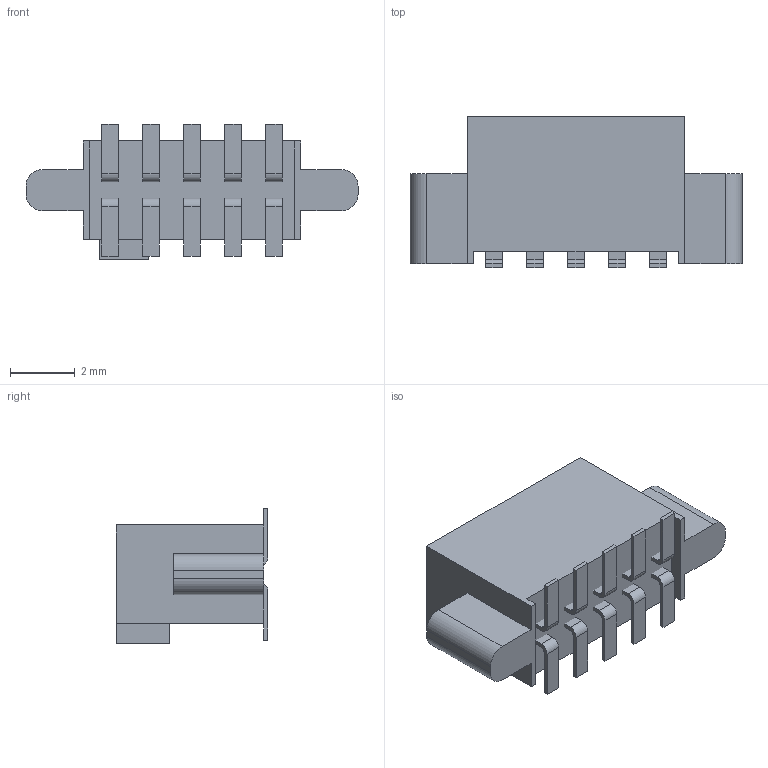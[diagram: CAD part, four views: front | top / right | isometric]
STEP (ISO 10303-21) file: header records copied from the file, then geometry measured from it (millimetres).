
FILE_DESCRIPTION( ( 'STEP AP214' ), '1' );
FILE_NAME( 'SFM-105-02-H-D.stp', '2022-03-30T02:15:32', ( 'License CC BY-ND 4.0' ), ( 'CADENAS' ), ' ', 'PARTsolutions', ' ' );
FILE_SCHEMA( ( 'AUTOMOTIVE_DESIGN { 1 0 10303 214 1 1 1 1 }' ) );
Length unit declared in the file: inch
Products named in the file (3): SFM-105-02-H-D; _SFM-105-02-L-D_terminal; _C-05-02-D_pins
Assembly tree (2 placements, depth 2):
  SFM-105-02-H-D
    _SFM-105-02-L-D_terminal
    _C-05-02-D_pins
Bounding box: 10.29 x 4.7 x 4.2 mm (x, y, z)
Volume: 95.2 mm3; surface area: 275.4 mm2
Topology: 2 solids, 2 shells, 172 faces, 444 edges, 296 vertices
Faces by surface type: plane 148, cylinder 24
Entity records: 6606 total; most frequent: CARTESIAN_POINT 915, ORIENTED_EDGE 888, DIRECTION 842, EDGE_CURVE 444, LINE 396, VECTOR 396, VERTEX_POINT 296, AXIS2_PLACEMENT_3D 223
